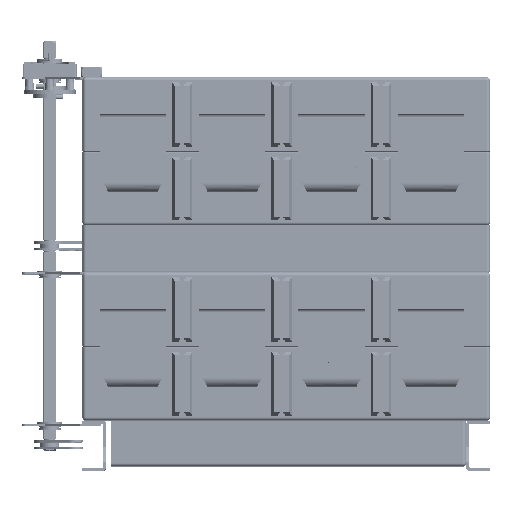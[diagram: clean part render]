
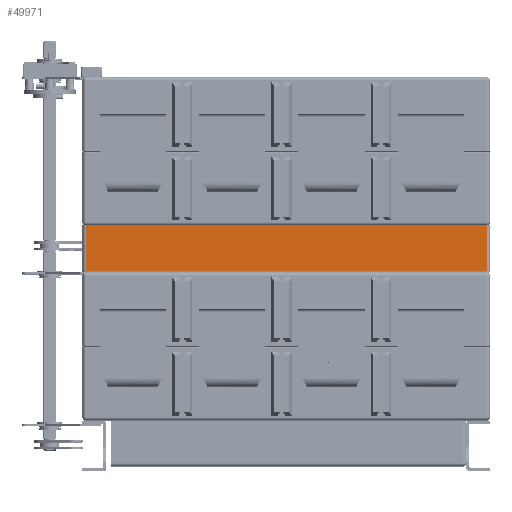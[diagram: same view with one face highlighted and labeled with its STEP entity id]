
A CAD part, top view. The second image highlights one B-rep face of the part: STEP entity #49971.
In plain terms, the highlighted face is planar.
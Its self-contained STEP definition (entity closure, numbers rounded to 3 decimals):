
#129 = EDGE_CURVE ( 'NONE', #48856, #39949, #62293, .T. ) ;
#4133 = VERTEX_POINT ( 'NONE', #53362 ) ;
#4988 = LINE ( 'NONE', #58222, #6536 ) ;
#6536 = VECTOR ( 'NONE', #48006, 1000. ) ;
#7300 = VECTOR ( 'NONE', #43349, 1000. ) ;
#8945 = VERTEX_POINT ( 'NONE', #18461 ) ;
#16029 = ORIENTED_EDGE ( 'NONE', *, *, #18178, .T. ) ;
#16340 = CARTESIAN_POINT ( 'NONE',  ( -241.9, 55.5, -99.85 ) ) ;
#17015 = CARTESIAN_POINT ( 'NONE',  ( -245.9, 56.5, -99.85 ) ) ;
#17611 = DIRECTION ( 'NONE',  ( -1., 0., 0. ) ) ;
#18178 = EDGE_CURVE ( 'NONE', #8945, #4133, #50100, .T. ) ;
#18461 = CARTESIAN_POINT ( 'NONE',  ( 241.9, 0., -99.85 ) ) ;
#20288 = LINE ( 'NONE', #40526, #21009 ) ;
#20688 = DIRECTION ( 'NONE',  ( 0., -1., 0. ) ) ;
#21009 = VECTOR ( 'NONE', #20688, 1000. ) ;
#22128 = DIRECTION ( 'NONE',  ( 1., 0., 0. ) ) ;
#27366 = ORIENTED_EDGE ( 'NONE', *, *, #59540, .T. ) ;
#28186 = CARTESIAN_POINT ( 'NONE',  ( 241.9, 55.5, -99.85 ) ) ;
#30809 = ORIENTED_EDGE ( 'NONE', *, *, #59360, .T. ) ;
#39949 = VERTEX_POINT ( 'NONE', #28186 ) ;
#40377 = FACE_OUTER_BOUND ( 'NONE', #61624, .T. ) ;
#40526 = CARTESIAN_POINT ( 'NONE',  ( 241.9, 56.5, -99.85 ) ) ;
#41708 = CARTESIAN_POINT ( 'NONE',  ( -245.9, 0., -99.85 ) ) ;
#41768 = AXIS2_PLACEMENT_3D ( 'NONE', #17015, #46873, #22128 ) ;
#43349 = DIRECTION ( 'NONE',  ( 1., 0., 0. ) ) ;
#44818 = VECTOR ( 'NONE', #17611, 1000. ) ;
#46873 = DIRECTION ( 'NONE',  ( 0., 0., 1. ) ) ;
#48006 = DIRECTION ( 'NONE',  ( 0., 1., 0. ) ) ;
#48856 = VERTEX_POINT ( 'NONE', #16340 ) ;
#49971 = ADVANCED_FACE ( 'NONE', ( #40377 ), #51321, .F. ) ;
#50100 = LINE ( 'NONE', #41708, #44818 ) ;
#51108 = ORIENTED_EDGE ( 'NONE', *, *, #129, .T. ) ;
#51321 = PLANE ( 'NONE',  #41768 ) ;
#53362 = CARTESIAN_POINT ( 'NONE',  ( -241.9, 0., -99.85 ) ) ;
#57596 = CARTESIAN_POINT ( 'NONE',  ( -245.9, 55.5, -99.85 ) ) ;
#58222 = CARTESIAN_POINT ( 'NONE',  ( -241.9, 56.5, -99.85 ) ) ;
#59360 = EDGE_CURVE ( 'NONE', #4133, #48856, #4988, .T. ) ;
#59540 = EDGE_CURVE ( 'NONE', #39949, #8945, #20288, .T. ) ;
#61624 = EDGE_LOOP ( 'NONE', ( #30809, #51108, #27366, #16029 ) ) ;
#62293 = LINE ( 'NONE', #57596, #7300 ) ;
